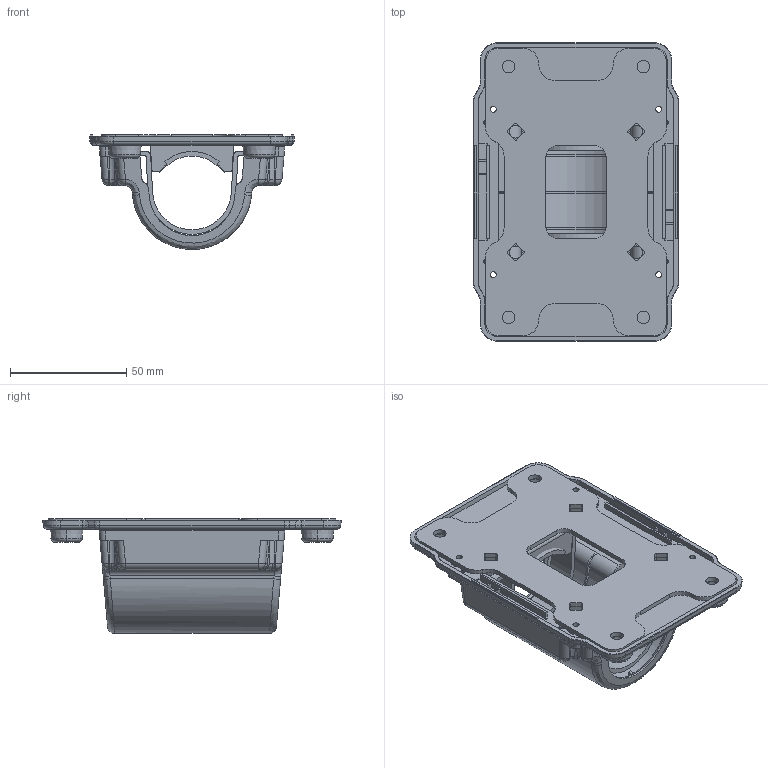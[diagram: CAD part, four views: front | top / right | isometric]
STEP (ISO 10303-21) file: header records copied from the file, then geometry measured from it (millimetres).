
FILE_DESCRIPTION((''),'2;1');
FILE_NAME('Q3B-IRON-FIXED-PLATE-ASM_ASM','2024-04-19T15:48:01',('LYS'),(''),'CREO PARAMETRIC BY PTC INC, 2016510','CREO PARAMETRIC BY PTC INC, 2016510','');
FILE_SCHEMA(('AUTOMOTIVE_DESIGN { 1 0 10303 214 1 1 1 1 }'));
Length unit declared in the file: millimetre
Products named in the file (8): Q3B-IRON-FIXED-PLATE-OUT; Q3B-IRON-FIXED-PLATE-FRONT; Q3B-IRON-FIXED-FORM-ASM_ASM; Q3B-IRON-FIXED-PLATE-BACK; Q3B-RUBBER-CUSHION; Q3B-IRON-PLATE-FRONT-COVER; Q3B-IRON-PLATE-BACK-COVER; Q3B-IRON-FIXED-PLATE-ASM_ASM
Assembly tree (9 placements, depth 3):
  Q3B-IRON-FIXED-PLATE-ASM_ASM
    Q3B-IRON-FIXED-FORM-ASM_ASM
      Q3B-IRON-FIXED-PLATE-OUT
      Q3B-IRON-FIXED-PLATE-FRONT  x2
    Q3B-IRON-FIXED-PLATE-BACK  x2
    Q3B-RUBBER-CUSHION
    Q3B-IRON-PLATE-FRONT-COVER
    Q3B-IRON-PLATE-BACK-COVER
Bounding box: 88.36 x 128.56 x 49.49 mm (x, y, z)
Volume: 64323.1 mm3; surface area: 72271.2 mm2
Topology: 9 solids, 9 shells, 890 faces, 2333 edges, 1480 vertices
Faces by surface type: plane 381, cylinder 342, cone 56, torus 56, bspline 39, sphere 16
Entity records: 34858 total; most frequent: CARTESIAN_POINT 8145, DIRECTION 4160, ORIENTED_EDGE 4150, PRESENTATION_STYLE_ASSIGNMENT 2097, STYLED_ITEM 2083, CURVE_STYLE 2075, EDGE_CURVE 2075, AXIS2_PLACEMENT_3D 1506
